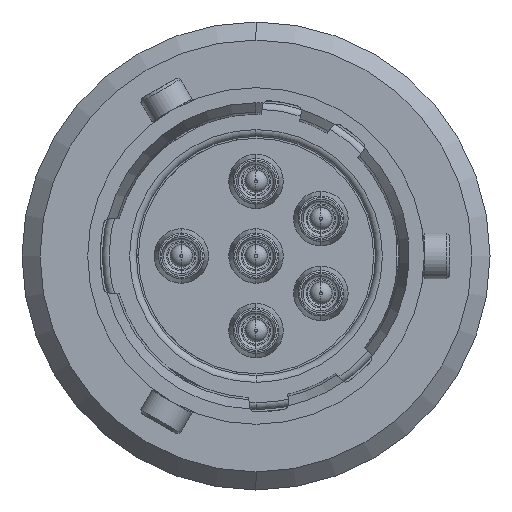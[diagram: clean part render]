
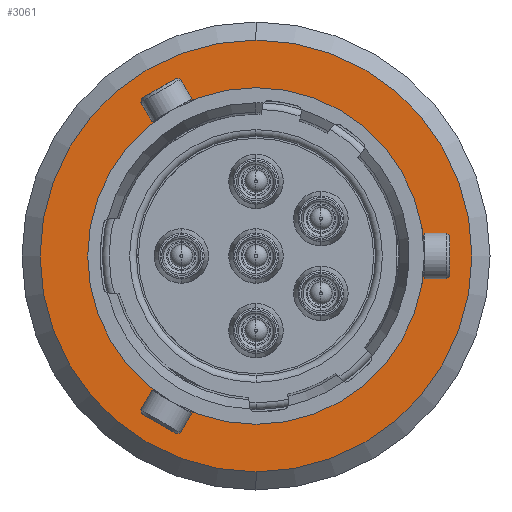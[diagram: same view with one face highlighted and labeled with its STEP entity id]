
A CAD part, left-side view. The second image highlights one B-rep face of the part: STEP entity #3061.
In plain terms, the highlighted planar face has unit normal (-1, 0, 0).
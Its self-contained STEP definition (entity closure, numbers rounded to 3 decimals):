
#381 = CIRCLE ( 'NONE', #9809, 7.445 ) ;
#429 = FACE_OUTER_BOUND ( 'NONE', #15992, .T. ) ;
#1570 = DIRECTION ( 'NONE',  ( -1., 0., 0. ) ) ;
#1639 = DIRECTION ( 'NONE',  ( 0., 0., -1. ) ) ;
#3061 = ADVANCED_FACE ( 'NONE', ( #429, #5793 ), #10178, .F. ) ;
#3583 = VERTEX_POINT ( 'NONE', #21810 ) ;
#3855 = VERTEX_POINT ( 'NONE', #19453 ) ;
#4464 = ORIENTED_EDGE ( 'NONE', *, *, #10755, .T. ) ;
#4692 = EDGE_CURVE ( 'NONE', #25620, #3855, #23651, .T. ) ;
#5793 = FACE_BOUND ( 'NONE', #10455, .T. ) ;
#7716 = CIRCLE ( 'NONE', #22447, 9.55 ) ;
#9313 = AXIS2_PLACEMENT_3D ( 'NONE', #13628, #1570, #15690 ) ;
#9809 = AXIS2_PLACEMENT_3D ( 'NONE', #10388, #24548, #12376 ) ;
#10178 = PLANE ( 'NONE',  #20538 ) ;
#10275 = CARTESIAN_POINT ( 'NONE',  ( 15.98, 7.445, 0. ) ) ;
#10388 = CARTESIAN_POINT ( 'NONE',  ( 15.98, 0., 0. ) ) ;
#10455 = EDGE_LOOP ( 'NONE', ( #15642, #23165 ) ) ;
#10692 = CIRCLE ( 'NONE', #12520, 7.445 ) ;
#10755 = EDGE_CURVE ( 'NONE', #3855, #25620, #7716, .T. ) ;
#10976 = DIRECTION ( 'NONE',  ( -1., 0., 0. ) ) ;
#12268 = DIRECTION ( 'NONE',  ( 0., 0., -1. ) ) ;
#12376 = DIRECTION ( 'NONE',  ( 0., 0., 1. ) ) ;
#12520 = AXIS2_PLACEMENT_3D ( 'NONE', #23072, #10976, #25139 ) ;
#13628 = CARTESIAN_POINT ( 'NONE',  ( 15.98, 0., 0. ) ) ;
#13711 = DIRECTION ( 'NONE',  ( -1., 0., 0. ) ) ;
#15642 = ORIENTED_EDGE ( 'NONE', *, *, #26193, .F. ) ;
#15690 = DIRECTION ( 'NONE',  ( 0., 0., -1. ) ) ;
#15992 = EDGE_LOOP ( 'NONE', ( #4464, #17651 ) ) ;
#16783 = CARTESIAN_POINT ( 'NONE',  ( 15.98, 0., 9.55 ) ) ;
#17651 = ORIENTED_EDGE ( 'NONE', *, *, #4692, .T. ) ;
#19453 = CARTESIAN_POINT ( 'NONE',  ( 15.98, 0., -9.55 ) ) ;
#20538 = AXIS2_PLACEMENT_3D ( 'NONE', #10275, #24421, #12268 ) ;
#21810 = CARTESIAN_POINT ( 'NONE',  ( 15.98, 0., -7.445 ) ) ;
#22447 = AXIS2_PLACEMENT_3D ( 'NONE', #25912, #13711, #1639 ) ;
#23072 = CARTESIAN_POINT ( 'NONE',  ( 15.98, 0., 0. ) ) ;
#23165 = ORIENTED_EDGE ( 'NONE', *, *, #25006, .F. ) ;
#23334 = VERTEX_POINT ( 'NONE', #24555 ) ;
#23651 = CIRCLE ( 'NONE', #9313, 9.55 ) ;
#24421 = DIRECTION ( 'NONE',  ( 1., 0., 0. ) ) ;
#24548 = DIRECTION ( 'NONE',  ( -1., 0., 0. ) ) ;
#24555 = CARTESIAN_POINT ( 'NONE',  ( 15.98, 0., 7.445 ) ) ;
#25006 = EDGE_CURVE ( 'NONE', #3583, #23334, #381, .T. ) ;
#25139 = DIRECTION ( 'NONE',  ( 0., 0., 1. ) ) ;
#25620 = VERTEX_POINT ( 'NONE', #16783 ) ;
#25912 = CARTESIAN_POINT ( 'NONE',  ( 15.98, 0., 0. ) ) ;
#26193 = EDGE_CURVE ( 'NONE', #23334, #3583, #10692, .T. ) ;
